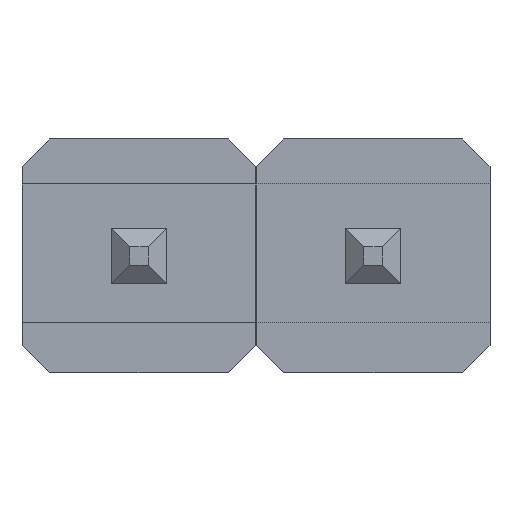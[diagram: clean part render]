
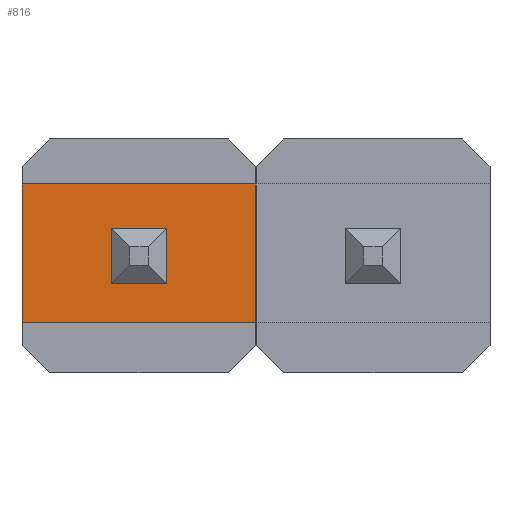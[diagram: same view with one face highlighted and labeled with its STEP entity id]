
A CAD part, front view. The second image highlights one B-rep face of the part: STEP entity #816.
In plain terms, the highlighted planar face has unit normal (0, -1, 0).
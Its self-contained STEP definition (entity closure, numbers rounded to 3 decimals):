
#18 = ORIENTED_EDGE ( 'NONE', *, *, #1083, .F. ) ;
#23 = LINE ( 'NONE', #1044, #83 ) ;
#26 = EDGE_CURVE ( 'NONE', #1060, #990, #100, .T. ) ;
#32 = CARTESIAN_POINT ( 'NONE',  ( -0.3, 0.3, -0.3 ) ) ;
#34 = LINE ( 'NONE', #1057, #138 ) ;
#40 = ORIENTED_EDGE ( 'NONE', *, *, #230, .F. ) ;
#45 = LINE ( 'NONE', #1095, #1097 ) ;
#57 = ORIENTED_EDGE ( 'NONE', *, *, #483, .F. ) ;
#81 = CARTESIAN_POINT ( 'NONE',  ( -1.27, 0.3, 0.782 ) ) ;
#83 = VECTOR ( 'NONE', #939, 1000. ) ;
#100 = LINE ( 'NONE', #424, #269 ) ;
#117 = CARTESIAN_POINT ( 'NONE',  ( 0.3, 0.3, 0.3 ) ) ;
#138 = VECTOR ( 'NONE', #709, 1000. ) ;
#139 = CARTESIAN_POINT ( 'NONE',  ( 1.27, 0.3, 0.782 ) ) ;
#160 = CARTESIAN_POINT ( 'NONE',  ( 1.27, 0.3, -0.718 ) ) ;
#164 = CARTESIAN_POINT ( 'NONE',  ( -0.3, 0.3, 0.3 ) ) ;
#176 = EDGE_LOOP ( 'NONE', ( #937, #18, #40, #1094 ) ) ;
#205 = DIRECTION ( 'NONE',  ( -1., 0., 0. ) ) ;
#214 = ORIENTED_EDGE ( 'NONE', *, *, #288, .T. ) ;
#230 = EDGE_CURVE ( 'NONE', #512, #629, #34, .T. ) ;
#244 = LINE ( 'NONE', #160, #994 ) ;
#254 = VECTOR ( 'NONE', #304, 1000. ) ;
#269 = VECTOR ( 'NONE', #537, 1000. ) ;
#288 = EDGE_CURVE ( 'NONE', #601, #1060, #510, .T. ) ;
#293 = VECTOR ( 'NONE', #847, 1000. ) ;
#304 = DIRECTION ( 'NONE',  ( -1., 0., 0. ) ) ;
#331 = LINE ( 'NONE', #117, #1071 ) ;
#346 = CARTESIAN_POINT ( 'NONE',  ( -1.27, 0.3, -0.718 ) ) ;
#367 = DIRECTION ( 'NONE',  ( 0., 1., 0. ) ) ;
#394 = EDGE_LOOP ( 'NONE', ( #979, #57, #1045, #214 ) ) ;
#424 = CARTESIAN_POINT ( 'NONE',  ( -1.27, 0.3, 0.782 ) ) ;
#452 = FACE_OUTER_BOUND ( 'NONE', #394, .T. ) ;
#474 = DIRECTION ( 'NONE',  ( -1., 0., 0. ) ) ;
#483 = EDGE_CURVE ( 'NONE', #989, #990, #244, .T. ) ;
#510 = LINE ( 'NONE', #889, #254 ) ;
#512 = VERTEX_POINT ( 'NONE', #32 ) ;
#514 = DIRECTION ( 'NONE',  ( 0., 0., 1. ) ) ;
#522 = LINE ( 'NONE', #1103, #293 ) ;
#537 = DIRECTION ( 'NONE',  ( 0., 0., -1. ) ) ;
#555 = CARTESIAN_POINT ( 'NONE',  ( 0.3, 0.3, -0.3 ) ) ;
#601 = VERTEX_POINT ( 'NONE', #671 ) ;
#605 = CARTESIAN_POINT ( 'NONE',  ( 1.27, 0.3, -0.718 ) ) ;
#628 = PLANE ( 'NONE',  #1031 ) ;
#629 = VERTEX_POINT ( 'NONE', #555 ) ;
#671 = CARTESIAN_POINT ( 'NONE',  ( 1.27, 0.3, 0.782 ) ) ;
#683 = CARTESIAN_POINT ( 'NONE',  ( 0.3, 0.3, 0.3 ) ) ;
#691 = DIRECTION ( 'NONE',  ( 0., 0., -1. ) ) ;
#709 = DIRECTION ( 'NONE',  ( 1., 0., 0. ) ) ;
#745 = VERTEX_POINT ( 'NONE', #164 ) ;
#747 = VERTEX_POINT ( 'NONE', #683 ) ;
#816 = ADVANCED_FACE ( 'NONE', ( #452, #1000 ), #628, .F. ) ;
#847 = DIRECTION ( 'NONE',  ( 0., 0., 1. ) ) ;
#889 = CARTESIAN_POINT ( 'NONE',  ( 1.27, 0.3, 0.782 ) ) ;
#937 = ORIENTED_EDGE ( 'NONE', *, *, #1102, .F. ) ;
#939 = DIRECTION ( 'NONE',  ( 0., 0., -1. ) ) ;
#979 = ORIENTED_EDGE ( 'NONE', *, *, #26, .T. ) ;
#989 = VERTEX_POINT ( 'NONE', #605 ) ;
#990 = VERTEX_POINT ( 'NONE', #346 ) ;
#994 = VECTOR ( 'NONE', #474, 1000. ) ;
#996 = EDGE_CURVE ( 'NONE', #745, #512, #45, .T. ) ;
#1000 = FACE_BOUND ( 'NONE', #176, .T. ) ;
#1031 = AXIS2_PLACEMENT_3D ( 'NONE', #139, #367, #514 ) ;
#1044 = CARTESIAN_POINT ( 'NONE',  ( 1.27, 0.3, 0.782 ) ) ;
#1045 = ORIENTED_EDGE ( 'NONE', *, *, #1075, .F. ) ;
#1057 = CARTESIAN_POINT ( 'NONE',  ( 0.3, 0.3, -0.3 ) ) ;
#1060 = VERTEX_POINT ( 'NONE', #81 ) ;
#1071 = VECTOR ( 'NONE', #205, 1000. ) ;
#1075 = EDGE_CURVE ( 'NONE', #601, #989, #23, .T. ) ;
#1083 = EDGE_CURVE ( 'NONE', #629, #747, #522, .T. ) ;
#1094 = ORIENTED_EDGE ( 'NONE', *, *, #996, .F. ) ;
#1095 = CARTESIAN_POINT ( 'NONE',  ( -0.3, 0.3, -0.3 ) ) ;
#1097 = VECTOR ( 'NONE', #691, 1000. ) ;
#1102 = EDGE_CURVE ( 'NONE', #747, #745, #331, .T. ) ;
#1103 = CARTESIAN_POINT ( 'NONE',  ( 0.3, 0.3, -0.3 ) ) ;
